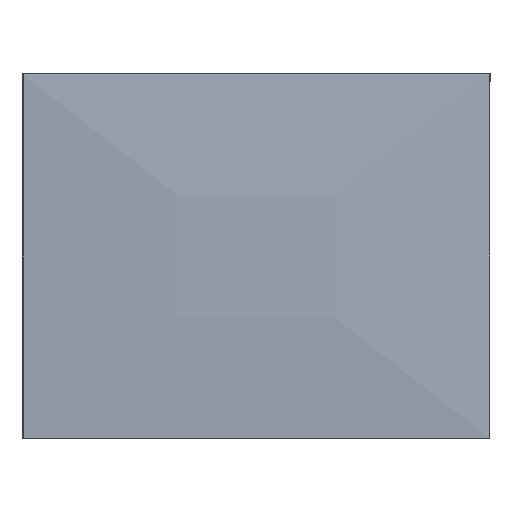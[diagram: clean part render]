
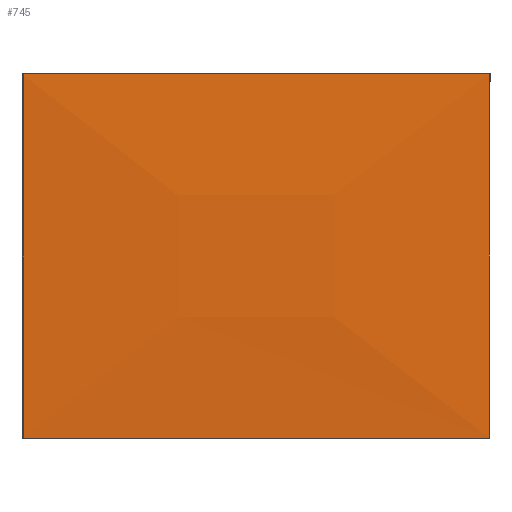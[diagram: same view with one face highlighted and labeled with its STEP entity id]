
A CAD part, left-side view. The second image highlights one B-rep face of the part: STEP entity #745.
In plain terms, the highlighted free-form (B-spline) face has degree [3, 3] with [4, 4] control points.
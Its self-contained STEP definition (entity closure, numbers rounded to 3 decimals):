
#27 = CARTESIAN_POINT ( 'NONE',  ( -2.25, -1.595, 0.005 ) ) ;
#51 = B_SPLINE_CURVE_WITH_KNOTS ( 'NONE', 3,
 ( #1532, #1260, #1812, #557 ),
 .UNSPECIFIED., .F., .F.,
 ( 4, 4 ),
 ( 0., 1. ),
 .UNSPECIFIED. ) ;
#69 = CARTESIAN_POINT ( 'NONE',  ( -2.35, -0.533, 1.667 ) ) ;
#128 = B_SPLINE_SURFACE_WITH_KNOTS ( 'NONE', 3, 3, ( 
 ( #1313, #505, #1050, #1591 ),
 ( #1186, #210, #1192, #766 ),
 ( #1614, #1339, #69, #1730 ),
 ( #215, #915, #362, #639 ) ),
 .UNSPECIFIED., .F., .F., .F.,
 ( 4, 4 ),
 ( 4, 4 ),
 ( 0., 1. ),
 ( 0., 1. ),
 .UNSPECIFIED. ) ;
#137 = VERTEX_POINT ( 'NONE', #754 ) ;
#166 = CARTESIAN_POINT ( 'NONE',  ( -2.25, -1.595, 2.495 ) ) ;
#201 = VERTEX_POINT ( 'NONE', #166 ) ;
#210 = CARTESIAN_POINT ( 'NONE',  ( -2.35, 0.533, 0.833 ) ) ;
#215 = CARTESIAN_POINT ( 'NONE',  ( -2.25, 1.6, 2.5 ) ) ;
#293 = CARTESIAN_POINT ( 'NONE',  ( -2.25, 1.6, 1.25 ) ) ;
#362 = CARTESIAN_POINT ( 'NONE',  ( -2.25, -0.533, 2.5 ) ) ;
#422 = DIRECTION ( 'NONE',  ( 0., 0., 1. ) ) ;
#439 = B_SPLINE_CURVE_WITH_KNOTS ( 'NONE', 3,
 ( #1481, #491, #1755, #773 ),
 .UNSPECIFIED., .F., .F.,
 ( 4, 4 ),
 ( 0., 1. ),
 .UNSPECIFIED. ) ;
#491 = CARTESIAN_POINT ( 'NONE',  ( -2.25, -1.595, 1.665 ) ) ;
#505 = CARTESIAN_POINT ( 'NONE',  ( -2.25, 0.533, 0. ) ) ;
#534 = EDGE_CURVE ( 'NONE', #637, #1555, #51, .T. ) ;
#552 = CARTESIAN_POINT ( 'NONE',  ( -2.25, 1.6, 2.495 ) ) ;
#557 = CARTESIAN_POINT ( 'NONE',  ( -2.25, 1.6, 0.005 ) ) ;
#632 = FACE_OUTER_BOUND ( 'NONE', #868, .T. ) ;
#637 = VERTEX_POINT ( 'NONE', #27 ) ;
#639 = CARTESIAN_POINT ( 'NONE',  ( -2.25, -1.6, 2.5 ) ) ;
#731 = EDGE_CURVE ( 'NONE', #201, #637, #439, .T. ) ;
#745 = ADVANCED_FACE ( 'NONE', ( #632 ), #128, .F. ) ;
#754 = CARTESIAN_POINT ( 'NONE',  ( -2.25, 1.6, 2.495 ) ) ;
#766 = CARTESIAN_POINT ( 'NONE',  ( -2.25, -1.6, 0.833 ) ) ;
#773 = CARTESIAN_POINT ( 'NONE',  ( -2.25, -1.595, 0.005 ) ) ;
#834 = ORIENTED_EDGE ( 'NONE', *, *, #906, .F. ) ;
#868 = EDGE_LOOP ( 'NONE', ( #1205, #1318, #1203, #834 ) ) ;
#906 = EDGE_CURVE ( 'NONE', #1555, #137, #1408, .T. ) ;
#915 = CARTESIAN_POINT ( 'NONE',  ( -2.25, 0.533, 2.5 ) ) ;
#1050 = CARTESIAN_POINT ( 'NONE',  ( -2.25, -0.533, 0. ) ) ;
#1117 = VECTOR ( 'NONE', #422, 1000. ) ;
#1186 = CARTESIAN_POINT ( 'NONE',  ( -2.25, 1.6, 0.833 ) ) ;
#1192 = CARTESIAN_POINT ( 'NONE',  ( -2.35, -0.533, 0.833 ) ) ;
#1203 = ORIENTED_EDGE ( 'NONE', *, *, #1691, .F. ) ;
#1205 = ORIENTED_EDGE ( 'NONE', *, *, #534, .F. ) ;
#1260 = CARTESIAN_POINT ( 'NONE',  ( -2.251, -0.53, 0.004 ) ) ;
#1313 = CARTESIAN_POINT ( 'NONE',  ( -2.25, 1.6, 0. ) ) ;
#1318 = ORIENTED_EDGE ( 'NONE', *, *, #731, .F. ) ;
#1339 = CARTESIAN_POINT ( 'NONE',  ( -2.35, 0.533, 1.667 ) ) ;
#1389 = CARTESIAN_POINT ( 'NONE',  ( -2.251, -0.53, 2.496 ) ) ;
#1397 = CARTESIAN_POINT ( 'NONE',  ( -2.25, -1.595, 2.495 ) ) ;
#1408 = LINE ( 'NONE', #293, #1117 ) ;
#1481 = CARTESIAN_POINT ( 'NONE',  ( -2.25, -1.595, 2.495 ) ) ;
#1532 = CARTESIAN_POINT ( 'NONE',  ( -2.25, -1.595, 0.005 ) ) ;
#1555 = VERTEX_POINT ( 'NONE', #1643 ) ;
#1591 = CARTESIAN_POINT ( 'NONE',  ( -2.25, -1.6, 0. ) ) ;
#1594 =( BOUNDED_CURVE ( )  B_SPLINE_CURVE ( 3, ( #552, #1801, #1389, #1397 ),
 .UNSPECIFIED., .F., .F. ) 
 B_SPLINE_CURVE_WITH_KNOTS ( ( 4, 4 ),
 ( 0., 1. ),
 .UNSPECIFIED. ) 
 CURVE ( )  GEOMETRIC_REPRESENTATION_ITEM ( )  RATIONAL_B_SPLINE_CURVE ( ( 1., 1., 1., 1. ) ) 
 REPRESENTATION_ITEM ( '' )  );
#1614 = CARTESIAN_POINT ( 'NONE',  ( -2.25, 1.6, 1.667 ) ) ;
#1643 = CARTESIAN_POINT ( 'NONE',  ( -2.25, 1.6, 0.005 ) ) ;
#1691 = EDGE_CURVE ( 'NONE', #137, #201, #1594, .T. ) ;
#1730 = CARTESIAN_POINT ( 'NONE',  ( -2.25, -1.6, 1.667 ) ) ;
#1755 = CARTESIAN_POINT ( 'NONE',  ( -2.25, -1.595, 0.835 ) ) ;
#1801 = CARTESIAN_POINT ( 'NONE',  ( -2.251, 0.535, 2.496 ) ) ;
#1812 = CARTESIAN_POINT ( 'NONE',  ( -2.251, 0.535, 0.004 ) ) ;
